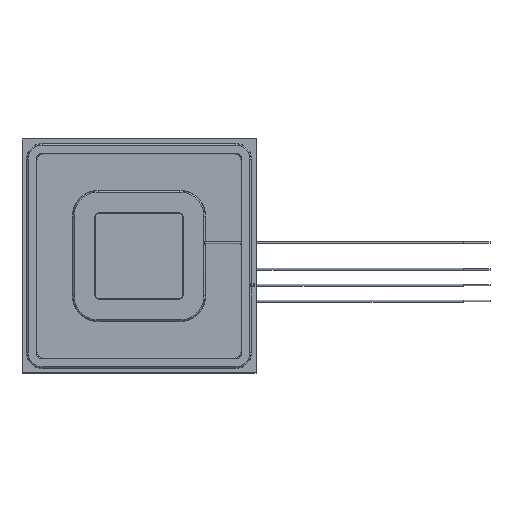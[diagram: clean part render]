
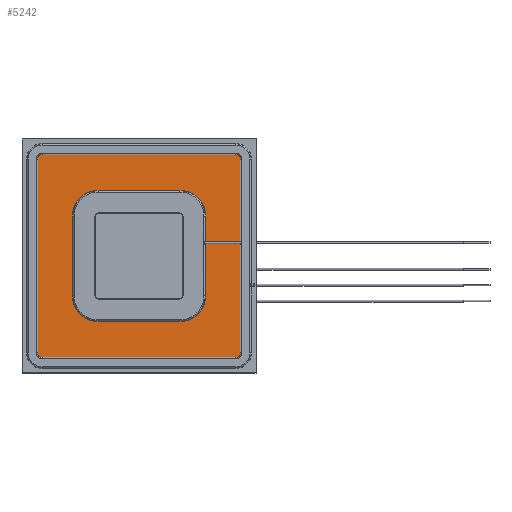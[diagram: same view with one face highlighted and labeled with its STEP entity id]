
A CAD part, top view. The second image highlights one B-rep face of the part: STEP entity #5242.
In plain terms, the highlighted planar face has unit normal (0, 0, 1).
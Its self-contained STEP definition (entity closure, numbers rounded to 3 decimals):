
#350=CIRCLE('',#6317,0.84);
#351=CIRCLE('',#6318,0.84);
#352=CIRCLE('',#6319,0.84);
#353=CIRCLE('',#6320,0.84);
#354=CIRCLE('',#6321,4.83);
#355=CIRCLE('',#6322,4.83);
#356=CIRCLE('',#6323,4.83);
#357=CIRCLE('',#6324,4.83);
#1413=ORIENTED_EDGE('',*,*,#2647,.T.);
#1414=ORIENTED_EDGE('',*,*,#2648,.T.);
#1415=ORIENTED_EDGE('',*,*,#2649,.T.);
#1416=ORIENTED_EDGE('',*,*,#2650,.T.);
#1417=ORIENTED_EDGE('',*,*,#2651,.T.);
#1418=ORIENTED_EDGE('',*,*,#2652,.T.);
#1419=ORIENTED_EDGE('',*,*,#2653,.T.);
#1420=ORIENTED_EDGE('',*,*,#2654,.T.);
#1421=ORIENTED_EDGE('',*,*,#2655,.T.);
#1422=ORIENTED_EDGE('',*,*,#2656,.T.);
#1423=ORIENTED_EDGE('',*,*,#2657,.T.);
#1424=ORIENTED_EDGE('',*,*,#2658,.T.);
#1425=ORIENTED_EDGE('',*,*,#2659,.T.);
#1426=ORIENTED_EDGE('',*,*,#2660,.T.);
#1427=ORIENTED_EDGE('',*,*,#2661,.T.);
#1428=ORIENTED_EDGE('',*,*,#2662,.T.);
#1429=ORIENTED_EDGE('',*,*,#2663,.T.);
#1430=ORIENTED_EDGE('',*,*,#2664,.T.);
#1431=ORIENTED_EDGE('',*,*,#2665,.T.);
#1432=ORIENTED_EDGE('',*,*,#2666,.T.);
#2647=EDGE_CURVE('',#3312,#3313,#3786,.T.);
#2648=EDGE_CURVE('',#3313,#3314,#3787,.F.);
#2649=EDGE_CURVE('',#3314,#3315,#350,.F.);
#2650=EDGE_CURVE('',#3315,#3316,#3788,.F.);
#2651=EDGE_CURVE('',#3316,#3317,#351,.F.);
#2652=EDGE_CURVE('',#3317,#3318,#3789,.F.);
#2653=EDGE_CURVE('',#3318,#3319,#352,.F.);
#2654=EDGE_CURVE('',#3319,#3320,#3790,.F.);
#2655=EDGE_CURVE('',#3320,#3321,#353,.F.);
#2656=EDGE_CURVE('',#3321,#3322,#3791,.F.);
#2657=EDGE_CURVE('',#3322,#3323,#3792,.T.);
#2658=EDGE_CURVE('',#3323,#3324,#3793,.F.);
#2659=EDGE_CURVE('',#3324,#3325,#354,.T.);
#2660=EDGE_CURVE('',#3325,#3326,#3794,.F.);
#2661=EDGE_CURVE('',#3326,#3327,#355,.T.);
#2662=EDGE_CURVE('',#3327,#3328,#3795,.F.);
#2663=EDGE_CURVE('',#3328,#3329,#356,.T.);
#2664=EDGE_CURVE('',#3329,#3330,#3796,.F.);
#2665=EDGE_CURVE('',#3330,#3331,#357,.T.);
#2666=EDGE_CURVE('',#3331,#3312,#3797,.F.);
#3312=VERTEX_POINT('',#9542);
#3313=VERTEX_POINT('',#9543);
#3314=VERTEX_POINT('',#9545);
#3315=VERTEX_POINT('',#9547);
#3316=VERTEX_POINT('',#9549);
#3317=VERTEX_POINT('',#9551);
#3318=VERTEX_POINT('',#9553);
#3319=VERTEX_POINT('',#9555);
#3320=VERTEX_POINT('',#9557);
#3321=VERTEX_POINT('',#9559);
#3322=VERTEX_POINT('',#9561);
#3323=VERTEX_POINT('',#9563);
#3324=VERTEX_POINT('',#9565);
#3325=VERTEX_POINT('',#9567);
#3326=VERTEX_POINT('',#9569);
#3327=VERTEX_POINT('',#9571);
#3328=VERTEX_POINT('',#9573);
#3329=VERTEX_POINT('',#9575);
#3330=VERTEX_POINT('',#9577);
#3331=VERTEX_POINT('',#9579);
#3786=LINE('',#9541,#4154);
#3787=LINE('',#9544,#4155);
#3788=LINE('',#9548,#4156);
#3789=LINE('',#9552,#4157);
#3790=LINE('',#9556,#4158);
#3791=LINE('',#9560,#4159);
#3792=LINE('',#9562,#4160);
#3793=LINE('',#9564,#4161);
#3794=LINE('',#9568,#4162);
#3795=LINE('',#9572,#4163);
#3796=LINE('',#9576,#4164);
#3797=LINE('',#9580,#4165);
#4154=VECTOR('',#7560,1000.);
#4155=VECTOR('',#7561,1000.);
#4156=VECTOR('',#7564,1000.);
#4157=VECTOR('',#7567,1000.);
#4158=VECTOR('',#7570,1000.);
#4159=VECTOR('',#7573,1000.);
#4160=VECTOR('',#7574,1000.);
#4161=VECTOR('',#7575,1000.);
#4162=VECTOR('',#7578,1000.);
#4163=VECTOR('',#7581,1000.);
#4164=VECTOR('',#7584,1000.);
#4165=VECTOR('',#7587,1000.);
#4409=EDGE_LOOP('',(#1413,#1414,#1415,#1416,#1417,#1418,#1419,#1420,#1421,
#1422,#1423,#1424,#1425,#1426,#1427,#1428,#1429,#1430,#1431,#1432));
#4775=FACE_BOUND('',#4409,.T.);
#5097=PLANE('',#6316);
#5242=ADVANCED_FACE('',(#4775),#5097,.F.);
#6316=AXIS2_PLACEMENT_3D('',#9540,#7558,#7559);
#6317=AXIS2_PLACEMENT_3D('',#9546,#7562,#7563);
#6318=AXIS2_PLACEMENT_3D('',#9550,#7565,#7566);
#6319=AXIS2_PLACEMENT_3D('',#9554,#7568,#7569);
#6320=AXIS2_PLACEMENT_3D('',#9558,#7571,#7572);
#6321=AXIS2_PLACEMENT_3D('',#9566,#7576,#7577);
#6322=AXIS2_PLACEMENT_3D('',#9570,#7579,#7580);
#6323=AXIS2_PLACEMENT_3D('',#9574,#7582,#7583);
#6324=AXIS2_PLACEMENT_3D('',#9578,#7585,#7586);
#7558=DIRECTION('',(0.,0.,-1.));
#7559=DIRECTION('',(-1.,0.,0.));
#7560=DIRECTION('',(1.,0.,0.));
#7561=DIRECTION('',(0.,-1.,0.));
#7562=DIRECTION('',(0.,0.,-1.));
#7563=DIRECTION('',(-1.,0.,0.));
#7564=DIRECTION('',(1.,0.,0.));
#7565=DIRECTION('',(0.,0.,-1.));
#7566=DIRECTION('',(-1.,0.,0.));
#7567=DIRECTION('',(0.,1.,0.));
#7568=DIRECTION('',(0.,0.,-1.));
#7569=DIRECTION('',(-1.,0.,0.));
#7570=DIRECTION('',(-1.,0.,0.));
#7571=DIRECTION('',(0.,0.,-1.));
#7572=DIRECTION('',(-1.,0.,0.));
#7573=DIRECTION('',(0.,-1.,0.));
#7574=DIRECTION('',(-1.,0.,0.));
#7575=DIRECTION('',(0.,1.,0.));
#7576=DIRECTION('',(0.,0.,-1.));
#7577=DIRECTION('',(-1.,0.,0.));
#7578=DIRECTION('',(1.,0.,0.));
#7579=DIRECTION('',(0.,0.,-1.));
#7580=DIRECTION('',(-1.,0.,0.));
#7581=DIRECTION('',(0.,-1.,0.));
#7582=DIRECTION('',(0.,0.,-1.));
#7583=DIRECTION('',(-1.,0.,0.));
#7584=DIRECTION('',(-1.,0.,0.));
#7585=DIRECTION('',(0.,0.,-1.));
#7586=DIRECTION('',(-1.,0.,0.));
#7587=DIRECTION('',(0.,1.,0.));
#9540=CARTESIAN_POINT('',(0.,0.,0.01));
#9541=CARTESIAN_POINT('',(0.,2.66,0.01));
#9542=CARTESIAN_POINT('',(12.52,2.66,0.01));
#9543=CARTESIAN_POINT('',(19.05,2.66,0.01));
#9544=CARTESIAN_POINT('',(19.05,0.,0.01));
#9545=CARTESIAN_POINT('',(19.05,18.21,0.01));
#9546=CARTESIAN_POINT('',(18.21,18.21,0.01));
#9547=CARTESIAN_POINT('',(18.21,19.05,0.01));
#9548=CARTESIAN_POINT('',(0.,19.05,0.01));
#9549=CARTESIAN_POINT('',(-18.21,19.05,0.01));
#9550=CARTESIAN_POINT('',(-18.21,18.21,0.01));
#9551=CARTESIAN_POINT('',(-19.05,18.21,0.01));
#9552=CARTESIAN_POINT('',(-19.05,0.,0.01));
#9553=CARTESIAN_POINT('',(-19.05,-18.21,0.01));
#9554=CARTESIAN_POINT('',(-18.21,-18.21,0.01));
#9555=CARTESIAN_POINT('',(-18.21,-19.05,0.01));
#9556=CARTESIAN_POINT('',(0.,-19.05,0.01));
#9557=CARTESIAN_POINT('',(18.21,-19.05,0.01));
#9558=CARTESIAN_POINT('',(18.21,-18.21,0.01));
#9559=CARTESIAN_POINT('',(19.05,-18.21,0.01));
#9560=CARTESIAN_POINT('',(19.05,0.,0.01));
#9561=CARTESIAN_POINT('',(19.05,2.34,0.01));
#9562=CARTESIAN_POINT('',(0.,2.34,0.01));
#9563=CARTESIAN_POINT('',(12.52,2.34,0.01));
#9564=CARTESIAN_POINT('',(12.52,0.,0.01));
#9565=CARTESIAN_POINT('',(12.52,-7.5,0.01));
#9566=CARTESIAN_POINT('',(7.69,-7.5,0.01));
#9567=CARTESIAN_POINT('',(7.69,-12.33,0.01));
#9568=CARTESIAN_POINT('',(0.,-12.33,0.01));
#9569=CARTESIAN_POINT('',(-7.69,-12.33,0.01));
#9570=CARTESIAN_POINT('',(-7.69,-7.5,0.01));
#9571=CARTESIAN_POINT('',(-12.52,-7.5,0.01));
#9572=CARTESIAN_POINT('',(-12.52,0.,0.01));
#9573=CARTESIAN_POINT('',(-12.52,7.5,0.01));
#9574=CARTESIAN_POINT('',(-7.69,7.5,0.01));
#9575=CARTESIAN_POINT('',(-7.69,12.33,0.01));
#9576=CARTESIAN_POINT('',(0.,12.33,0.01));
#9577=CARTESIAN_POINT('',(7.69,12.33,0.01));
#9578=CARTESIAN_POINT('',(7.69,7.5,0.01));
#9579=CARTESIAN_POINT('',(12.52,7.5,0.01));
#9580=CARTESIAN_POINT('',(12.52,0.,0.01));
